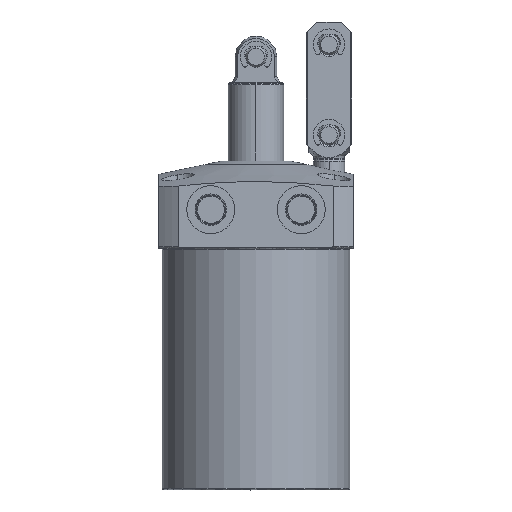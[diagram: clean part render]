
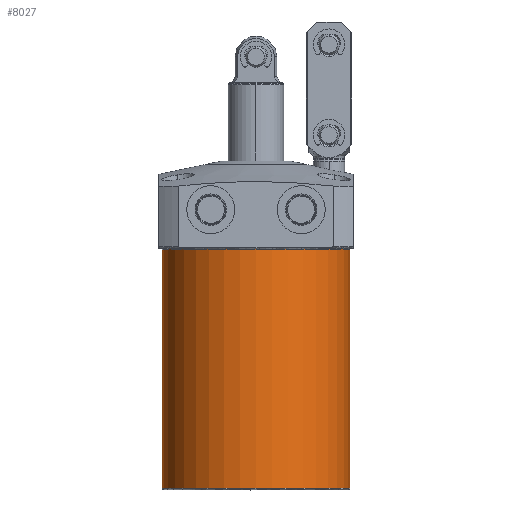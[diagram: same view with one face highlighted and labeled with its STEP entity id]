
A CAD part, top view. The second image highlights one B-rep face of the part: STEP entity #8027.
In plain terms, the highlighted cylindrical face has radius 27 mm (diameter 54 mm), a partial arc.
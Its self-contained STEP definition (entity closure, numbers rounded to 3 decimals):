
#462 = DIRECTION ( 'NONE',  ( 0., 1., 0. ) ) ;
#463 = CARTESIAN_POINT ( 'NONE',  ( -27., 0., 0. ) ) ;
#464 = DIRECTION ( 'NONE',  ( -1., 0., 0. ) ) ;
#465 = DIRECTION ( 'NONE',  ( 0., 1., 0. ) ) ;
#467 = CARTESIAN_POINT ( 'NONE',  ( 0., -93., 0. ) ) ;
#472 = CARTESIAN_POINT ( 'NONE',  ( 27., 0., 0. ) ) ;
#478 = DIRECTION ( 'NONE',  ( 0., 1., 0. ) ) ;
#643 = DIRECTION ( 'NONE',  ( -1., 0., 0. ) ) ;
#644 = DIRECTION ( 'NONE',  ( 0., -1., 0. ) ) ;
#645 = CARTESIAN_POINT ( 'NONE',  ( 0., -24.3, 0. ) ) ;
#1829 = EDGE_CURVE ( 'NONE', #3468, #3469, #7736, .T. ) ;
#1846 = EDGE_CURVE ( 'NONE', #3223, #3470, #7722, .T. ) ;
#1847 = EDGE_CURVE ( 'NONE', #3470, #3468, #7718, .T. ) ;
#1848 = EDGE_CURVE ( 'NONE', #3223, #3469, #7717, .T. ) ;
#1899 = ORIENTED_EDGE ( 'NONE', *, *, #1847, .T. ) ;
#1988 = AXIS2_PLACEMENT_3D ( 'NONE', #645, #644, #643 ) ;
#2001 = AXIS2_PLACEMENT_3D ( 'NONE', #467, #465, #464 ) ;
#2130 = AXIS2_PLACEMENT_3D ( 'NONE', #6133, #6135, #6137 ) ;
#2299 = ORIENTED_EDGE ( 'NONE', *, *, #1846, .T. ) ;
#2300 = ORIENTED_EDGE ( 'NONE', *, *, #1848, .F. ) ;
#2301 = ORIENTED_EDGE ( 'NONE', *, *, #1829, .T. ) ;
#3223 = VERTEX_POINT ( 'NONE', #4014 ) ;
#3468 = VERTEX_POINT ( 'NONE', #3875 ) ;
#3469 = VERTEX_POINT ( 'NONE', #3874 ) ;
#3470 = VERTEX_POINT ( 'NONE', #3873 ) ;
#3473 = EDGE_LOOP ( 'NONE', ( #2299, #1899, #2301, #2300 ) ) ;
#3873 = CARTESIAN_POINT ( 'NONE',  ( 27., -93., 0. ) ) ;
#3874 = CARTESIAN_POINT ( 'NONE',  ( -27., -24.3, 0. ) ) ;
#3875 = CARTESIAN_POINT ( 'NONE',  ( 27., -24.3, 0. ) ) ;
#4014 = CARTESIAN_POINT ( 'NONE',  ( -27., -93., 0. ) ) ;
#6133 = CARTESIAN_POINT ( 'NONE',  ( 0., 0., 0. ) ) ;
#6135 = DIRECTION ( 'NONE',  ( 0., 1., 0. ) ) ;
#6137 = DIRECTION ( 'NONE',  ( -1., 0., 0. ) ) ;
#7714 = VECTOR ( 'NONE', #462, 1000. ) ;
#7715 = VECTOR ( 'NONE', #478, 1000. ) ;
#7717 = LINE ( 'NONE', #463, #7714 ) ;
#7718 = LINE ( 'NONE', #472, #7715 ) ;
#7722 = CIRCLE ( 'NONE', #2001, 27. ) ;
#7736 = CIRCLE ( 'NONE', #1988, 27. ) ;
#8027 = ADVANCED_FACE ( 'NONE', ( #9922 ), #9866, .T. ) ;
#9866 = CYLINDRICAL_SURFACE ( 'NONE', #2130, 27. ) ;
#9922 = FACE_OUTER_BOUND ( 'NONE', #3473, .T. ) ;
